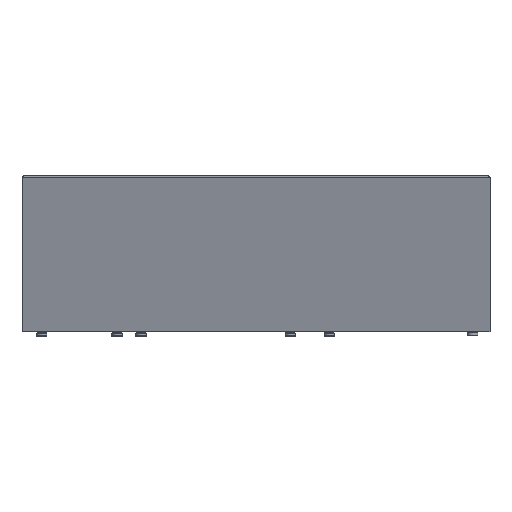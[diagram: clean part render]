
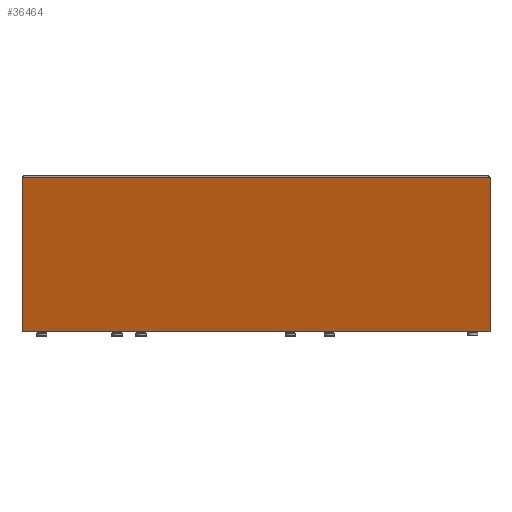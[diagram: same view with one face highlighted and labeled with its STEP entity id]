
A CAD part, front view. The second image highlights one B-rep face of the part: STEP entity #36464.
In plain terms, the highlighted planar face has unit normal (-0.371, -0.928, 0).
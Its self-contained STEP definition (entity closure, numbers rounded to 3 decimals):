
#35523=CARTESIAN_POINT('',(-950.0,-625.0,-8.0));
#35524=VERTEX_POINT('',#35523);
#35557=CARTESIAN_POINT('',(-950.0,-625.0,-600.0));
#35558=VERTEX_POINT('',#35557);
#35565=CARTESIAN_POINT('',(-950.0,-625.0,-8.0));
#35566=DIRECTION('',(0.0,0.0,-1.0));
#35567=VECTOR('',#35566,592.0);
#35568=LINE('',#35565,#35567);
#35569=EDGE_CURVE('',#35524,#35558,#35568,.T.);
#35650=CARTESIAN_POINT('',(850.0,-1345.0,-8.0));
#35651=VERTEX_POINT('',#35650);
#35652=CARTESIAN_POINT('',(850.0,-1345.0,-600.0));
#35653=VERTEX_POINT('',#35652);
#35654=CARTESIAN_POINT('',(850.0,-1345.0,-8.0));
#35655=DIRECTION('',(0.0,0.0,-1.0));
#35656=VECTOR('',#35655,592.0);
#35657=LINE('',#35654,#35656);
#35658=EDGE_CURVE('',#35651,#35653,#35657,.T.);
#35755=CARTESIAN_POINT('',(-950.,-625.,-600.0));
#35756=DIRECTION('',(0.928,-0.371,0.0));
#35757=VECTOR('',#35756,1938.659);
#35758=LINE('',#35755,#35757);
#35759=EDGE_CURVE('',#35558,#35653,#35758,.T.);
#36408=CARTESIAN_POINT('',(-950.,-625.,-8.0));
#36409=DIRECTION('',(0.928,-0.371,0.0));
#36410=VECTOR('',#36409,1938.659);
#36411=LINE('',#36408,#36410);
#36412=EDGE_CURVE('',#35651,#35524,#36411,.F.);
#36453=CARTESIAN_POINT('',(-950.0,-625.0,0.0));
#36454=DIRECTION('',(0.371,0.928,0.0));
#36455=DIRECTION('',(0.0,0.0,1.0));
#36456=AXIS2_PLACEMENT_3D('',#36453,#36454,#36455);
#36457=PLANE('',#36456);
#36458=ORIENTED_EDGE('',*,*,#36412,.T.);
#36459=ORIENTED_EDGE('',*,*,#35569,.T.);
#36460=ORIENTED_EDGE('',*,*,#35759,.T.);
#36461=ORIENTED_EDGE('',*,*,#35658,.F.);
#36462=EDGE_LOOP('',(#36458,#36459,#36460,#36461));
#36463=FACE_OUTER_BOUND('',#36462,.T.);
#36464=ADVANCED_FACE('',(#36463),#36457,.F.);
